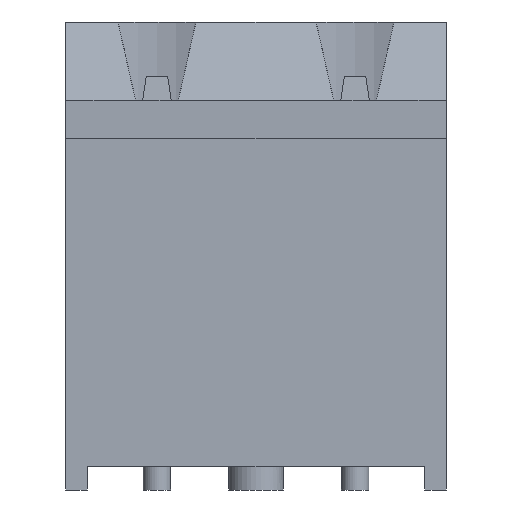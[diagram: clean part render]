
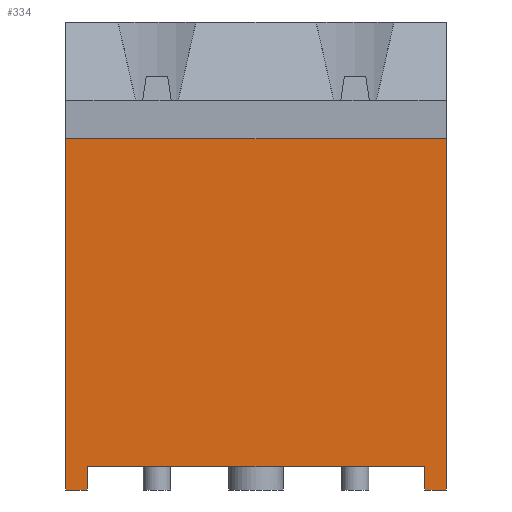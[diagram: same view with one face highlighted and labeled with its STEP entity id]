
A CAD part, front view. The second image highlights one B-rep face of the part: STEP entity #334.
In plain terms, the highlighted planar face has unit normal (0, -1, 0).
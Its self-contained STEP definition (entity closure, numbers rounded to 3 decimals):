
#334 = ADVANCED_FACE( '', ( #681 ), #682, .T. );
#681 = FACE_OUTER_BOUND( '', #1050, .T. );
#682 = PLANE( '', #1051 );
#1050 = EDGE_LOOP( '', ( #1871, #1872, #1873, #1874, #1875, #1876, #1877, #1878, #1879, #1880 ) );
#1051 = AXIS2_PLACEMENT_3D( '', #1881, #1882, #1883 );
#1871 = ORIENTED_EDGE( '', *, *, #2570, .F. );
#1872 = ORIENTED_EDGE( '', *, *, #2424, .T. );
#1873 = ORIENTED_EDGE( '', *, *, #2305, .T. );
#1874 = ORIENTED_EDGE( '', *, *, #2324, .T. );
#1875 = ORIENTED_EDGE( '', *, *, #2589, .T. );
#1876 = ORIENTED_EDGE( '', *, *, #2405, .T. );
#1877 = ORIENTED_EDGE( '', *, *, #2501, .F. );
#1878 = ORIENTED_EDGE( '', *, *, #2532, .T. );
#1879 = ORIENTED_EDGE( '', *, *, #2534, .T. );
#1880 = ORIENTED_EDGE( '', *, *, #2590, .T. );
#1881 = CARTESIAN_POINT( '', ( 0., 0.8, 0. ) );
#1882 = DIRECTION( '', ( 0., -1., 0. ) );
#1883 = DIRECTION( '', ( 0., 0., -1. ) );
#2305 = EDGE_CURVE( '', #2765, #2763, #2766, .T. );
#2324 = EDGE_CURVE( '', #2763, #2795, #2797, .T. );
#2405 = EDGE_CURVE( '', #2932, #2929, #2933, .T. );
#2424 = EDGE_CURVE( '', #2961, #2765, #2963, .T. );
#2501 = EDGE_CURVE( '', #3076, #2929, #3077, .T. );
#2532 = EDGE_CURVE( '', #3076, #3127, #3129, .T. );
#2534 = EDGE_CURVE( '', #3127, #3109, #3131, .T. );
#2570 = EDGE_CURVE( '', #2961, #3172, #3173, .T. );
#2589 = EDGE_CURVE( '', #2795, #2932, #3195, .T. );
#2590 = EDGE_CURVE( '', #3109, #3172, #3196, .T. );
#2763 = VERTEX_POINT( '', #3417 );
#2765 = VERTEX_POINT( '', #3420 );
#2766 = LINE( '', #3421, #3422 );
#2795 = VERTEX_POINT( '', #3463 );
#2797 = LINE( '', #3466, #3467 );
#2929 = VERTEX_POINT( '', #3659 );
#2932 = VERTEX_POINT( '', #3663 );
#2933 = LINE( '', #3664, #3665 );
#2961 = VERTEX_POINT( '', #3707 );
#2963 = LINE( '', #3710, #3711 );
#3076 = VERTEX_POINT( '', #3875 );
#3077 = LINE( '', #3876, #3877 );
#3109 = VERTEX_POINT( '', #3924 );
#3127 = VERTEX_POINT( '', #3947 );
#3129 = LINE( '', #3949, #3950 );
#3131 = LINE( '', #3952, #3953 );
#3172 = VERTEX_POINT( '', #4016 );
#3173 = LINE( '', #4017, #4018 );
#3195 = LINE( '', #4054, #4055 );
#3196 = LINE( '', #4056, #4057 );
#3417 = CARTESIAN_POINT( '', ( 4.88, 0.8, 3. ) );
#3420 = CARTESIAN_POINT( '', ( 4.88, 0.8, -6. ) );
#3421 = CARTESIAN_POINT( '', ( 4.88, 0.8, -6. ) );
#3422 = VECTOR( '', #4212, 1000. );
#3463 = CARTESIAN_POINT( '', ( -4.88, 0.8, 3. ) );
#3466 = CARTESIAN_POINT( '', ( 4.88, 0.8, 3. ) );
#3467 = VECTOR( '', #4229, 1000. );
#3659 = CARTESIAN_POINT( '', ( -4.33, 0.8, -6. ) );
#3663 = CARTESIAN_POINT( '', ( -4.88, 0.8, -6. ) );
#3664 = CARTESIAN_POINT( '', ( -4.88, 0.8, -6. ) );
#3665 = VECTOR( '', #4303, 1000. );
#3707 = CARTESIAN_POINT( '', ( 4.33, 0.8, -6. ) );
#3710 = CARTESIAN_POINT( '', ( -4.88, 0.8, -6. ) );
#3711 = VECTOR( '', #4319, 1000. );
#3875 = CARTESIAN_POINT( '', ( -4.33, 0.8, -5.4 ) );
#3876 = CARTESIAN_POINT( '', ( -4.33, 0.8, 0. ) );
#3877 = VECTOR( '', #4389, 1000. );
#3924 = CARTESIAN_POINT( '', ( 2.54, 0.8, -5.4 ) );
#3947 = CARTESIAN_POINT( '', ( -2.54, 0.8, -5.4 ) );
#3949 = CARTESIAN_POINT( '', ( 0., 0.8, -5.4 ) );
#3950 = VECTOR( '', #4425, 1000. );
#3952 = CARTESIAN_POINT( '', ( 0., 0.8, -5.4 ) );
#3953 = VECTOR( '', #4426, 1000. );
#4016 = CARTESIAN_POINT( '', ( 4.33, 0.8, -5.4 ) );
#4017 = CARTESIAN_POINT( '', ( 4.33, 0.8, 0. ) );
#4018 = VECTOR( '', #4455, 1000. );
#4054 = CARTESIAN_POINT( '', ( -4.88, 0.8, 3. ) );
#4055 = VECTOR( '', #4470, 1000. );
#4056 = CARTESIAN_POINT( '', ( 0., 0.8, -5.4 ) );
#4057 = VECTOR( '', #4471, 1000. );
#4212 = DIRECTION( '', ( 0., 0., 1. ) );
#4229 = DIRECTION( '', ( -1., 0., 0. ) );
#4303 = DIRECTION( '', ( 1., 0., 0. ) );
#4319 = DIRECTION( '', ( 1., 0., 0. ) );
#4389 = DIRECTION( '', ( 0., 0., -1. ) );
#4425 = DIRECTION( '', ( 1., 0., 0. ) );
#4426 = DIRECTION( '', ( 1., 0., 0. ) );
#4455 = DIRECTION( '', ( 0., 0., 1. ) );
#4470 = DIRECTION( '', ( 0., 0., -1. ) );
#4471 = DIRECTION( '', ( 1., 0., 0. ) );
